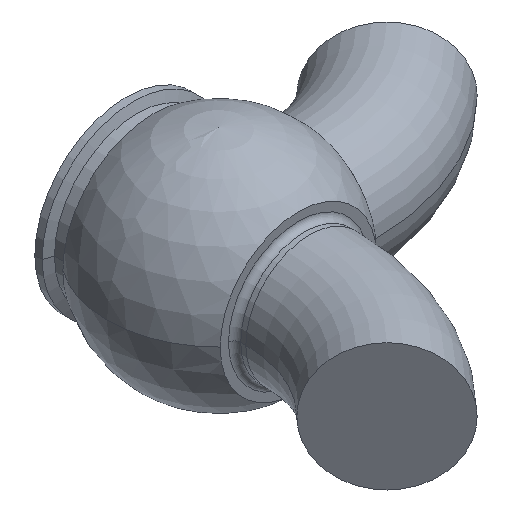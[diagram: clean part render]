
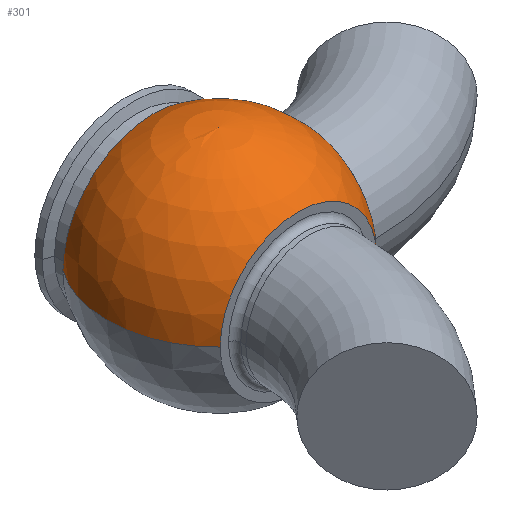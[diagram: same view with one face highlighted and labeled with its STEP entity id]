
A CAD part, isometric view. The second image highlights one B-rep face of the part: STEP entity #301.
In plain terms, the highlighted spherical face has radius 55.55 mm.
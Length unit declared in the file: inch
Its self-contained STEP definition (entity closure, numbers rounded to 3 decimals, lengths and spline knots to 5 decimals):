
#5 = DIRECTION ( 'NONE',  ( -1., 0., 0. ) ) ;
#14 = AXIS2_PLACEMENT_3D ( 'NONE', #749, #483, #5 ) ;
#64 = VERTEX_POINT ( 'NONE', #196 ) ;
#80 = CARTESIAN_POINT ( 'NONE',  ( 0., 1.285, 0. ) ) ;
#83 = DIRECTION ( 'NONE',  ( 0., 0., 1. ) ) ;
#118 = ORIENTED_EDGE ( 'NONE', *, *, #788, .T. ) ;
#144 = DIRECTION ( 'NONE',  ( 0., 0., 1. ) ) ;
#147 = SPHERICAL_SURFACE ( 'NONE', #213, 2.187 ) ;
#159 = ORIENTED_EDGE ( 'NONE', *, *, #475, .F. ) ;
#163 = DIRECTION ( 'NONE',  ( -1., 0., 0. ) ) ;
#174 = EDGE_LOOP ( 'NONE', ( #212, #118, #669, #159, #391 ) ) ;
#196 = CARTESIAN_POINT ( 'NONE',  ( 1.53175, -1.561, 0. ) ) ;
#201 = VERTEX_POINT ( 'NONE', #750 ) ;
#212 = ORIENTED_EDGE ( 'NONE', *, *, #785, .T. ) ;
#213 = AXIS2_PLACEMENT_3D ( 'NONE', #561, #144, #654 ) ;
#231 = CARTESIAN_POINT ( 'NONE',  ( 0., -1.561, 0. ) ) ;
#243 = AXIS2_PLACEMENT_3D ( 'NONE', #80, #577, #163 ) ;
#271 = VERTEX_POINT ( 'NONE', #736 ) ;
#298 = VERTEX_POINT ( 'NONE', #617 ) ;
#301 = ADVANCED_FACE ( 'NONE', ( #596 ), #147, .T. ) ;
#329 = DIRECTION ( 'NONE',  ( -1., 0., 0. ) ) ;
#333 = CIRCLE ( 'NONE', #526, 1.53175 ) ;
#367 = CIRCLE ( 'NONE', #673, 1.42269 ) ;
#383 = VERTEX_POINT ( 'NONE', #737 ) ;
#391 = ORIENTED_EDGE ( 'NONE', *, *, #460, .F. ) ;
#439 = EDGE_CURVE ( 'NONE', #201, #271, #367, .T. ) ;
#460 = EDGE_CURVE ( 'NONE', #298, #383, #708, .T. ) ;
#470 = DIRECTION ( 'NONE',  ( 0., 0., 1. ) ) ;
#475 = EDGE_CURVE ( 'NONE', #383, #201, #719, .T. ) ;
#483 = DIRECTION ( 'NONE',  ( 0., 0., -1. ) ) ;
#524 = DIRECTION ( 'NONE',  ( 1., 0., 0. ) ) ;
#526 = AXIS2_PLACEMENT_3D ( 'NONE', #231, #665, #329 ) ;
#561 = CARTESIAN_POINT ( 'NONE',  ( 0., 0., 0. ) ) ;
#563 = AXIS2_PLACEMENT_3D ( 'NONE', #742, #470, #687 ) ;
#577 = DIRECTION ( 'NONE',  ( 0., 1., 0. ) ) ;
#596 = FACE_OUTER_BOUND ( 'NONE', #174, .T. ) ;
#617 = CARTESIAN_POINT ( 'NONE',  ( -1.53175, -1.561, 0. ) ) ;
#654 = DIRECTION ( 'NONE',  ( -1., 0., 0. ) ) ;
#665 = DIRECTION ( 'NONE',  ( 0., 1., 0. ) ) ;
#669 = ORIENTED_EDGE ( 'NONE', *, *, #439, .F. ) ;
#673 = AXIS2_PLACEMENT_3D ( 'NONE', #789, #524, #83 ) ;
#687 = DIRECTION ( 'NONE',  ( 1., 0., 0. ) ) ;
#708 = CIRCLE ( 'NONE', #14, 2.187 ) ;
#719 = CIRCLE ( 'NONE', #243, 1.76967 ) ;
#736 = CARTESIAN_POINT ( 'NONE',  ( 1.661, -1.42269, 0. ) ) ;
#737 = CARTESIAN_POINT ( 'NONE',  ( -1.76967, 1.285, 0. ) ) ;
#742 = CARTESIAN_POINT ( 'NONE',  ( 0., 0., 0. ) ) ;
#749 = CARTESIAN_POINT ( 'NONE',  ( 0., 0., 0. ) ) ;
#750 = CARTESIAN_POINT ( 'NONE',  ( 1.661, 1.285, 0.61059 ) ) ;
#752 = CIRCLE ( 'NONE', #563, 2.187 ) ;
#785 = EDGE_CURVE ( 'NONE', #298, #64, #333, .T. ) ;
#788 = EDGE_CURVE ( 'NONE', #64, #271, #752, .T. ) ;
#789 = CARTESIAN_POINT ( 'NONE',  ( 1.661, 0., 0. ) ) ;
